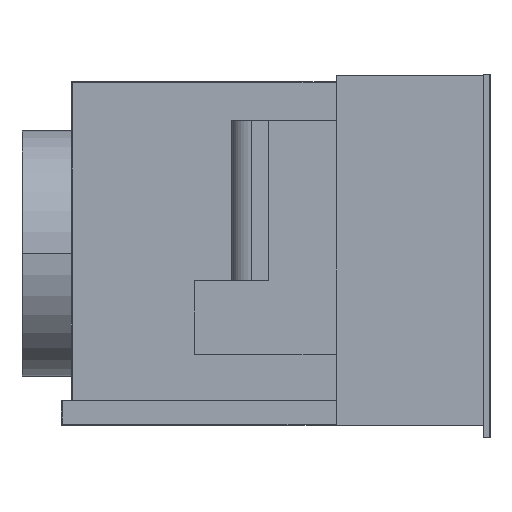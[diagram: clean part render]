
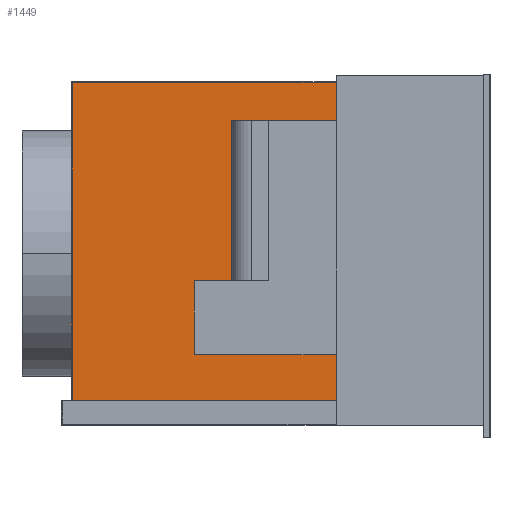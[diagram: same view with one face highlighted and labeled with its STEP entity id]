
A CAD part, left-side view. The second image highlights one B-rep face of the part: STEP entity #1449.
In plain terms, the highlighted planar face has unit normal (-1, 0, 0).
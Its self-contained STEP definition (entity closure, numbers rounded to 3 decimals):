
#363=DIRECTION('',(0.,1.,0.));
#364=VECTOR('',#363,30.);
#365=CARTESIAN_POINT('',(-156.,210.,-20.));
#366=LINE('',#365,#364);
#371=DIRECTION('',(0.,1.,0.));
#372=VECTOR('',#371,89.9);
#373=CARTESIAN_POINT('',(-156.,120.1,110.));
#374=LINE('',#373,#372);
#375=DIRECTION('',(0.,0.,1.));
#376=VECTOR('',#375,130.);
#377=CARTESIAN_POINT('',(-156.,210.,-20.));
#378=LINE('',#377,#376);
#379=DIRECTION('',(0.,0.,-1.));
#380=VECTOR('',#379,60.);
#381=CARTESIAN_POINT('',(-156.,240.,-20.));
#382=LINE('',#381,#380);
#383=DIRECTION('',(0.,1.,0.));
#384=VECTOR('',#383,119.9);
#385=CARTESIAN_POINT('',(-156.,120.1,-80.));
#386=LINE('',#385,#384);
#387=DIRECTION('',(0.,0.,1.));
#388=VECTOR('',#387,56.5);
#389=CARTESIAN_POINT('',(-156.,120.1,-136.5));
#390=LINE('',#389,#388);
#391=DIRECTION('',(0.,1.,0.));
#392=VECTOR('',#391,219.9);
#393=CARTESIAN_POINT('',(-156.,120.1,141.5));
#394=LINE('',#393,#392);
#395=DIRECTION('',(0.,0.,1.));
#396=VECTOR('',#395,31.5);
#397=CARTESIAN_POINT('',(-156.,120.1,110.));
#398=LINE('',#397,#396);
#451=DIRECTION('',(0.,1.,0.));
#452=VECTOR('',#451,219.9);
#453=CARTESIAN_POINT('',(-156.,120.1,-136.5));
#454=LINE('',#453,#452);
#505=DIRECTION('',(0.,0.,1.));
#506=VECTOR('',#505,278.);
#507=CARTESIAN_POINT('',(-156.,340.,-136.5));
#508=LINE('',#507,#506);
#751=CARTESIAN_POINT('',(-156.,120.1,141.5));
#752=CARTESIAN_POINT('',(-156.,340.,141.5));
#753=VERTEX_POINT('',#751);
#754=VERTEX_POINT('',#752);
#767=CARTESIAN_POINT('',(-156.,120.1,-136.5));
#768=CARTESIAN_POINT('',(-156.,340.,-136.5));
#769=VERTEX_POINT('',#767);
#770=VERTEX_POINT('',#768);
#779=CARTESIAN_POINT('',(-156.,120.1,-80.));
#780=CARTESIAN_POINT('',(-156.,240.,-80.));
#781=VERTEX_POINT('',#779);
#782=VERTEX_POINT('',#780);
#789=CARTESIAN_POINT('',(-156.,120.1,110.));
#790=VERTEX_POINT('',#789);
#801=CARTESIAN_POINT('',(-156.,240.,-20.));
#802=VERTEX_POINT('',#801);
#805=CARTESIAN_POINT('',(-156.,210.,110.));
#806=VERTEX_POINT('',#805);
#809=CARTESIAN_POINT('',(-156.,210.,-20.));
#810=VERTEX_POINT('',#809);
#1425=CARTESIAN_POINT('',(-156.,120.1,-136.5));
#1426=DIRECTION('',(-1.,0.,0.));
#1427=DIRECTION('',(0.,1.,0.));
#1428=AXIS2_PLACEMENT_3D('',#1425,#1426,#1427);
#1429=PLANE('',#1428);
#1430=ORIENTED_EDGE('',*,*,#1320,.T.);
#1431=ORIENTED_EDGE('',*,*,#1419,.F.);
#1432=ORIENTED_EDGE('',*,*,#1407,.T.);
#1434=ORIENTED_EDGE('',*,*,#1433,.T.);
#1436=ORIENTED_EDGE('',*,*,#1435,.F.);
#1438=ORIENTED_EDGE('',*,*,#1437,.F.);
#1440=ORIENTED_EDGE('',*,*,#1439,.T.);
#1442=ORIENTED_EDGE('',*,*,#1441,.T.);
#1444=ORIENTED_EDGE('',*,*,#1443,.F.);
#1446=ORIENTED_EDGE('',*,*,#1445,.F.);
#1447=EDGE_LOOP('',(#1430,#1431,#1432,#1434,#1436,#1438,#1440,#1442,#1444,
#1446));
#1448=FACE_OUTER_BOUND('',#1447,.F.);
#1449=ADVANCED_FACE('',(#1448),#1429,.T.);
#1320=EDGE_CURVE('',#790,#806,#374,.T.);
#1407=EDGE_CURVE('',#810,#802,#366,.T.);
#1419=EDGE_CURVE('',#810,#806,#378,.T.);
#1433=EDGE_CURVE('',#802,#782,#382,.T.);
#1435=EDGE_CURVE('',#781,#782,#386,.T.);
#1437=EDGE_CURVE('',#769,#781,#390,.T.);
#1439=EDGE_CURVE('',#769,#770,#454,.T.);
#1441=EDGE_CURVE('',#770,#754,#508,.T.);
#1443=EDGE_CURVE('',#753,#754,#394,.T.);
#1445=EDGE_CURVE('',#790,#753,#398,.T.);
